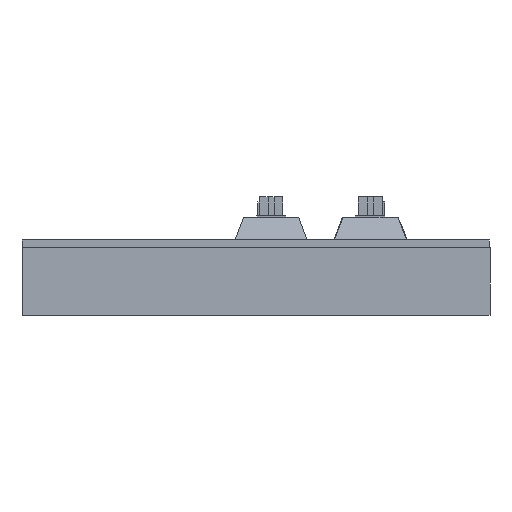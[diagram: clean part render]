
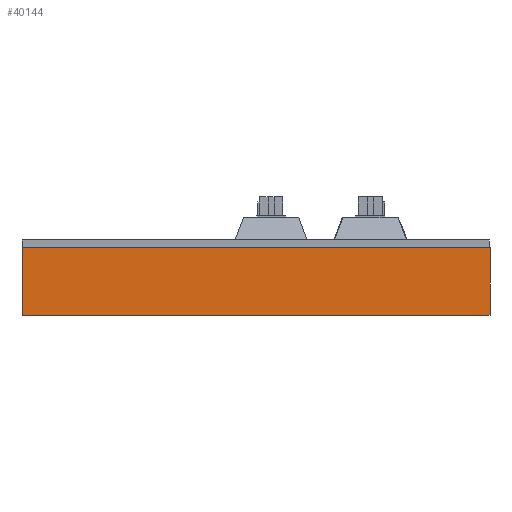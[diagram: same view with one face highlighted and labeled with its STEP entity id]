
A CAD part, left-side view. The second image highlights one B-rep face of the part: STEP entity #40144.
In plain terms, the highlighted planar face has unit normal (-1, 0, 0).
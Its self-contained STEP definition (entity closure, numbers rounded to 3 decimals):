
#3208=FACE_OUTER_BOUND('',#5514,.T.);
#5514=EDGE_LOOP('',(#26777,#26778,#26779,#26780));
#8086=LINE('',#55611,#12477);
#8102=LINE('',#55669,#12493);
#8103=LINE('',#55670,#12494);
#8104=LINE('',#55671,#12495);
#12477=VECTOR('',#45505,10.);
#12493=VECTOR('',#45565,10.);
#12494=VECTOR('',#45566,10.);
#12495=VECTOR('',#45567,10.);
#16864=VERTEX_POINT('',#55608);
#16865=VERTEX_POINT('',#55610);
#16884=VERTEX_POINT('',#55667);
#16885=VERTEX_POINT('',#55668);
#20762=EDGE_CURVE('',#16864,#16865,#8086,.T.);
#20790=EDGE_CURVE('',#16884,#16885,#8102,.T.);
#20791=EDGE_CURVE('',#16884,#16865,#8103,.T.);
#20792=EDGE_CURVE('',#16885,#16864,#8104,.T.);
#26777=ORIENTED_EDGE('',*,*,#20790,.F.);
#26778=ORIENTED_EDGE('',*,*,#20791,.T.);
#26779=ORIENTED_EDGE('',*,*,#20762,.F.);
#26780=ORIENTED_EDGE('',*,*,#20792,.F.);
#38644=PLANE('',#42649);
#40144=ADVANCED_FACE('',(#3208),#38644,.T.);
#42649=AXIS2_PLACEMENT_3D('',#55666,#45563,#45564);
#45505=DIRECTION('',(0.,-1.,0.));
#45563=DIRECTION('center_axis',(-1.,0.,0.));
#45564=DIRECTION('ref_axis',(0.,-1.,0.));
#45565=DIRECTION('',(0.,1.,0.));
#45566=DIRECTION('',(0.,0.,1.));
#45567=DIRECTION('',(0.,0.,1.));
#55608=CARTESIAN_POINT('',(-18.5,27.5,13.));
#55610=CARTESIAN_POINT('',(-18.5,-62.5,13.));
#55611=CARTESIAN_POINT('',(-18.5,-62.5,13.));
#55666=CARTESIAN_POINT('Origin',(-18.5,27.5,0.));
#55667=CARTESIAN_POINT('',(-18.5,-62.5,0.));
#55668=CARTESIAN_POINT('',(-18.5,27.5,0.));
#55669=CARTESIAN_POINT('',(-18.5,-62.5,0.));
#55670=CARTESIAN_POINT('',(-18.5,-62.5,0.));
#55671=CARTESIAN_POINT('',(-18.5,27.5,0.));
